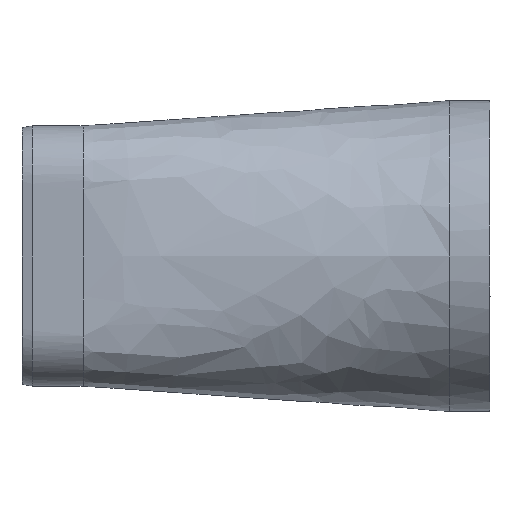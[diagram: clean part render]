
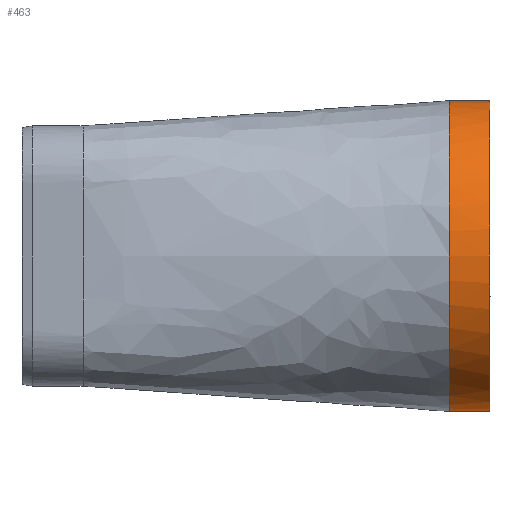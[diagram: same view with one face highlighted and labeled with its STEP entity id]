
A CAD part, front view. The second image highlights one B-rep face of the part: STEP entity #463.
In plain terms, the highlighted cylindrical face has radius 76.35 mm (diameter 152.7 mm), a partial arc.
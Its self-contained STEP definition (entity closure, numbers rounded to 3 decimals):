
#20=CIRCLE('',#501,76.35);
#21=CIRCLE('',#502,76.35);
#22=CIRCLE('',#503,76.35);
#23=CIRCLE('',#504,76.35);
#24=CIRCLE('',#505,76.35);
#26=CYLINDRICAL_SURFACE('',#500,76.35);
#73=FACE_OUTER_BOUND('',#97,.T.);
#97=EDGE_LOOP('',(#387,#388,#389,#390,#391,#392,#393));
#156=LINE('',#7490,#176);
#157=LINE('',#7494,#177);
#176=VECTOR('',#549,10.);
#177=VECTOR('',#552,10.);
#219=VERTEX_POINT('',#7486);
#220=VERTEX_POINT('',#7487);
#221=VERTEX_POINT('',#7489);
#222=VERTEX_POINT('',#7491);
#223=VERTEX_POINT('',#7493);
#224=VERTEX_POINT('',#7495);
#225=VERTEX_POINT('',#7497);
#280=EDGE_CURVE('',#219,#220,#20,.T.);
#281=EDGE_CURVE('',#219,#221,#156,.T.);
#282=EDGE_CURVE('',#221,#222,#21,.T.);
#283=EDGE_CURVE('',#223,#222,#157,.T.);
#284=EDGE_CURVE('',#224,#223,#22,.T.);
#285=EDGE_CURVE('',#225,#224,#23,.T.);
#286=EDGE_CURVE('',#220,#225,#24,.T.);
#387=ORIENTED_EDGE('',*,*,#280,.F.);
#388=ORIENTED_EDGE('',*,*,#281,.T.);
#389=ORIENTED_EDGE('',*,*,#282,.T.);
#390=ORIENTED_EDGE('',*,*,#283,.F.);
#391=ORIENTED_EDGE('',*,*,#284,.F.);
#392=ORIENTED_EDGE('',*,*,#285,.F.);
#393=ORIENTED_EDGE('',*,*,#286,.F.);
#463=ADVANCED_FACE('',(#73),#26,.T.);
#500=AXIS2_PLACEMENT_3D('',#7485,#545,#546);
#501=AXIS2_PLACEMENT_3D('',#7488,#547,#548);
#502=AXIS2_PLACEMENT_3D('',#7492,#550,#551);
#503=AXIS2_PLACEMENT_3D('',#7496,#553,#554);
#504=AXIS2_PLACEMENT_3D('',#7498,#555,#556);
#505=AXIS2_PLACEMENT_3D('',#7499,#557,#558);
#545=DIRECTION('center_axis',(-1.,0.,0.));
#546=DIRECTION('ref_axis',(0.,0.,-1.));
#547=DIRECTION('center_axis',(-1.,0.,0.));
#548=DIRECTION('ref_axis',(0.,1.,0.));
#549=DIRECTION('',(1.,0.,0.));
#550=DIRECTION('center_axis',(-1.,0.,0.));
#551=DIRECTION('ref_axis',(0.,0.,-1.));
#552=DIRECTION('',(1.,0.,0.));
#553=DIRECTION('center_axis',(-1.,0.,0.));
#554=DIRECTION('ref_axis',(0.,1.,0.));
#555=DIRECTION('center_axis',(-1.,0.,0.));
#556=DIRECTION('ref_axis',(0.,1.,0.));
#557=DIRECTION('center_axis',(-1.,0.,0.));
#558=DIRECTION('ref_axis',(0.,1.,0.));
#7485=CARTESIAN_POINT('Origin',(180.,0.,0.));
#7486=CARTESIAN_POINT('',(180.,0.,-76.35));
#7487=CARTESIAN_POINT('',(180.,-21.87,-73.151));
#7488=CARTESIAN_POINT('Origin',(180.,0.,0.));
#7489=CARTESIAN_POINT('',(200.,0.,-76.35));
#7490=CARTESIAN_POINT('',(180.,0.,-76.35));
#7491=CARTESIAN_POINT('',(200.,0.,76.35));
#7492=CARTESIAN_POINT('Origin',(200.,0.,0.));
#7493=CARTESIAN_POINT('',(180.,0.,76.35));
#7494=CARTESIAN_POINT('',(180.,0.,76.35));
#7495=CARTESIAN_POINT('',(180.,-21.87,73.151));
#7496=CARTESIAN_POINT('Origin',(180.,0.,0.));
#7497=CARTESIAN_POINT('',(180.,-76.35,0.));
#7498=CARTESIAN_POINT('Origin',(180.,0.,0.));
#7499=CARTESIAN_POINT('Origin',(180.,0.,0.));
